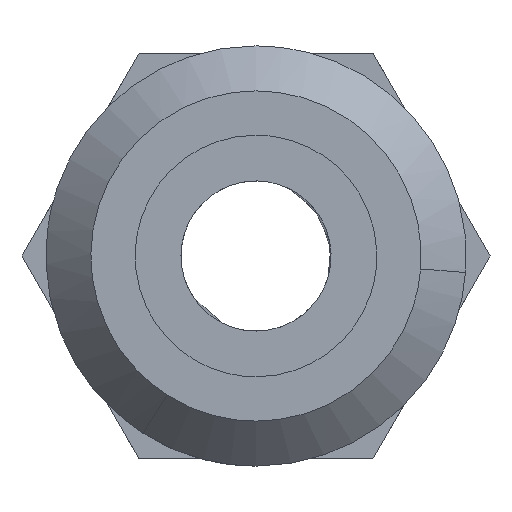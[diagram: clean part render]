
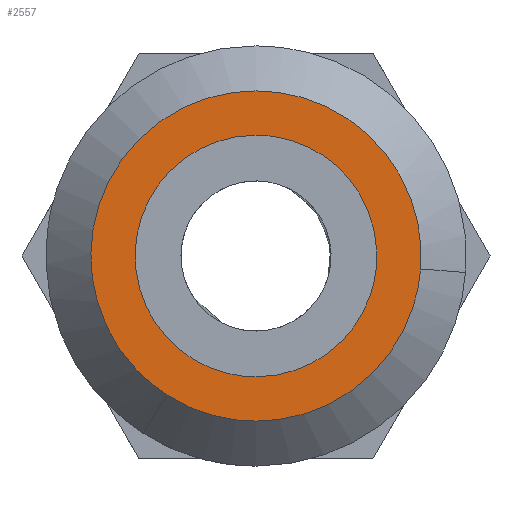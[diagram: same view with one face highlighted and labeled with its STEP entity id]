
A CAD part, front view. The second image highlights one B-rep face of the part: STEP entity #2557.
In plain terms, the highlighted free-form (B-spline) face has degree [1, 1] with [2, 2] control points.
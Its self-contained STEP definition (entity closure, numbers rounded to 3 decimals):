
#854=CARTESIAN_POINT('',(-4.,-7.994,-0.95));
#855=VERTEX_POINT('',#854);
#861=CARTESIAN_POINT('',(-4.,0.0,8.05));
#862=VERTEX_POINT('',#861);
#863=CARTESIAN_POINT('',(-4.,-7.994,-0.95));
#864=CARTESIAN_POINT('',(-4.,-8.05,-0.477));
#865=CARTESIAN_POINT('',(-4.,-8.05,0.0));
#866=CARTESIAN_POINT('',(-4.,-8.05,8.05));
#867=CARTESIAN_POINT('',(-4.,0.0,8.05));
#875=(BOUNDED_CURVE()B_SPLINE_CURVE(2,(#863,#864,#865,#866,#867),.UNSPECIFIED.,.F.,.U.)B_SPLINE_CURVE_WITH_KNOTS((3,2,3),(0.23,0.25,0.5),.UNSPECIFIED.)CURVE()GEOMETRIC_REPRESENTATION_ITEM()RATIONAL_B_SPLINE_CURVE((0.956,0.976,1.0,0.707,1.0))REPRESENTATION_ITEM(''));
#876=EDGE_CURVE('',#855,#862,#875,.T.);
#878=CARTESIAN_POINT('',(-4.,8.035,0.491));
#879=VERTEX_POINT('',#878);
#880=CARTESIAN_POINT('',(-4.,0.0,8.05));
#881=CARTESIAN_POINT('',(-4.,7.573,8.05));
#882=CARTESIAN_POINT('',(-4.,8.035,0.491));
#890=(BOUNDED_CURVE()B_SPLINE_CURVE(2,(#880,#881,#882),.UNSPECIFIED.,.F.,.U.)B_SPLINE_CURVE_WITH_KNOTS((3,3),(0.5,0.739),.UNSPECIFIED.)CURVE()GEOMETRIC_REPRESENTATION_ITEM()RATIONAL_B_SPLINE_CURVE((1.0,0.72,0.976))REPRESENTATION_ITEM(''));
#891=EDGE_CURVE('',#862,#879,#890,.T.);
#965=CARTESIAN_POINT('',(-4.,0.0,-8.05));
#966=VERTEX_POINT('',#965);
#967=CARTESIAN_POINT('',(-4.,8.035,0.491));
#968=CARTESIAN_POINT('',(-4.,8.05,0.246));
#969=CARTESIAN_POINT('',(-4.,8.05,0.0));
#970=CARTESIAN_POINT('',(-4.,8.05,-8.05));
#971=CARTESIAN_POINT('',(-4.,0.0,-8.05));
#979=(BOUNDED_CURVE()B_SPLINE_CURVE(2,(#967,#968,#969,#970,#971),.UNSPECIFIED.,.F.,.U.)B_SPLINE_CURVE_WITH_KNOTS((3,2,3),(0.739,0.75,1.0),.UNSPECIFIED.)CURVE()GEOMETRIC_REPRESENTATION_ITEM()RATIONAL_B_SPLINE_CURVE((0.976,0.988,1.0,0.707,1.0))REPRESENTATION_ITEM(''));
#980=EDGE_CURVE('',#879,#966,#979,.T.);
#982=CARTESIAN_POINT('',(-4.,0.0,-8.05));
#983=CARTESIAN_POINT('',(-4.,-7.15,-8.05));
#984=CARTESIAN_POINT('',(-4.,-7.994,-0.95));
#992=(BOUNDED_CURVE()B_SPLINE_CURVE(2,(#982,#983,#984),.UNSPECIFIED.,.F.,.U.)B_SPLINE_CURVE_WITH_KNOTS((3,3),(0.0,0.23),.UNSPECIFIED.)CURVE()GEOMETRIC_REPRESENTATION_ITEM()RATIONAL_B_SPLINE_CURVE((1.0,0.731,0.956))REPRESENTATION_ITEM(''));
#993=EDGE_CURVE('',#966,#855,#992,.T.);
#1242=CARTESIAN_POINT('',(-4.,5.916,-9.273));
#1243=VERTEX_POINT('',#1242);
#1249=CARTESIAN_POINT('',(-4.,0.0,11.));
#1250=VERTEX_POINT('',#1249);
#1251=CARTESIAN_POINT('',(-4.,0.0,11.));
#1252=CARTESIAN_POINT('',(-4.,11.,11.));
#1253=CARTESIAN_POINT('',(-4.,11.,0.0));
#1254=CARTESIAN_POINT('',(-4.,11.,-6.03));
#1255=CARTESIAN_POINT('',(-4.,5.916,-9.273));
#1263=(BOUNDED_CURVE()B_SPLINE_CURVE(2,(#1251,#1252,#1253,#1254,#1255),.UNSPECIFIED.,.F.,.U.)B_SPLINE_CURVE_WITH_KNOTS((3,2,3),(0.0,0.25,0.408),.UNSPECIFIED.)CURVE()GEOMETRIC_REPRESENTATION_ITEM()RATIONAL_B_SPLINE_CURVE((1.0,0.707,1.0,0.815,0.864))REPRESENTATION_ITEM(''));
#1264=EDGE_CURVE('',#1250,#1243,#1263,.T.);
#1266=CARTESIAN_POINT('',(-4.,-10.966,-0.863));
#1267=VERTEX_POINT('',#1266);
#1268=CARTESIAN_POINT('',(-4.,-10.966,-0.863));
#1269=CARTESIAN_POINT('',(-4.,-11.,-0.432));
#1270=CARTESIAN_POINT('',(-4.,-11.,0.));
#1271=CARTESIAN_POINT('',(-4.,-11.,11.));
#1272=CARTESIAN_POINT('',(-4.,0.0,11.));
#1280=(BOUNDED_CURVE()B_SPLINE_CURVE(2,(#1268,#1269,#1270,#1271,#1272),.UNSPECIFIED.,.F.,.U.)B_SPLINE_CURVE_WITH_KNOTS((3,2,3),(0.736,0.75,1.0),.UNSPECIFIED.)CURVE()GEOMETRIC_REPRESENTATION_ITEM()RATIONAL_B_SPLINE_CURVE((0.97,0.984,1.0,0.707,1.0))REPRESENTATION_ITEM(''));
#1281=EDGE_CURVE('',#1267,#1250,#1280,.T.);
#1385=CARTESIAN_POINT('',(-4.,0.0,-11.));
#1386=VERTEX_POINT('',#1385);
#1387=CARTESIAN_POINT('',(-4.,0.0,-11.));
#1388=CARTESIAN_POINT('',(-4.,-10.168,-11.));
#1389=CARTESIAN_POINT('',(-4.,-10.966,-0.863));
#1397=(BOUNDED_CURVE()B_SPLINE_CURVE(2,(#1387,#1388,#1389),.UNSPECIFIED.,.F.,.U.)B_SPLINE_CURVE_WITH_KNOTS((3,3),(0.5,0.736),.UNSPECIFIED.)CURVE()GEOMETRIC_REPRESENTATION_ITEM()RATIONAL_B_SPLINE_CURVE((1.0,0.723,0.97))REPRESENTATION_ITEM(''));
#1398=EDGE_CURVE('',#1386,#1267,#1397,.T.);
#1400=CARTESIAN_POINT('',(-4.,5.916,-9.273));
#1401=CARTESIAN_POINT('',(-4.,3.21,-11.));
#1402=CARTESIAN_POINT('',(-4.,0.0,-11.));
#1410=(BOUNDED_CURVE()B_SPLINE_CURVE(2,(#1400,#1401,#1402),.UNSPECIFIED.,.F.,.U.)B_SPLINE_CURVE_WITH_KNOTS((3,3),(0.408,0.5),.UNSPECIFIED.)CURVE()GEOMETRIC_REPRESENTATION_ITEM()RATIONAL_B_SPLINE_CURVE((0.864,0.892,1.0))REPRESENTATION_ITEM(''));
#1411=EDGE_CURVE('',#1243,#1386,#1410,.T.);
#2540=CARTESIAN_POINT('',(-4.,-12.096,12.099));
#2541=CARTESIAN_POINT('',(-4.,-12.096,-12.099));
#2542=CARTESIAN_POINT('',(-4.,12.095,12.099));
#2543=CARTESIAN_POINT('',(-4.,12.095,-12.099));
#2544=B_SPLINE_SURFACE_WITH_KNOTS('',1,1,((#2540,#2542),(#2541,#2543)),.UNSPECIFIED.,.F.,.F.,.U.,(2,2),(2,2),(0.0,24.198),(0.0,24.19),.UNSPECIFIED.);
#2545=ORIENTED_EDGE('',*,*,#1264,.T.);
#2546=ORIENTED_EDGE('',*,*,#1411,.T.);
#2547=ORIENTED_EDGE('',*,*,#1398,.T.);
#2548=ORIENTED_EDGE('',*,*,#1281,.T.);
#2549=EDGE_LOOP('',(#2545,#2546,#2547,#2548));
#2550=FACE_OUTER_BOUND('',#2549,.T.);
#2551=ORIENTED_EDGE('',*,*,#891,.F.);
#2552=ORIENTED_EDGE('',*,*,#876,.F.);
#2553=ORIENTED_EDGE('',*,*,#993,.F.);
#2554=ORIENTED_EDGE('',*,*,#980,.F.);
#2555=EDGE_LOOP('',(#2551,#2552,#2553,#2554));
#2556=FACE_BOUND('',#2555,.T.);
#2557=ADVANCED_FACE('',(#2550,#2556),#2544,.F.);
